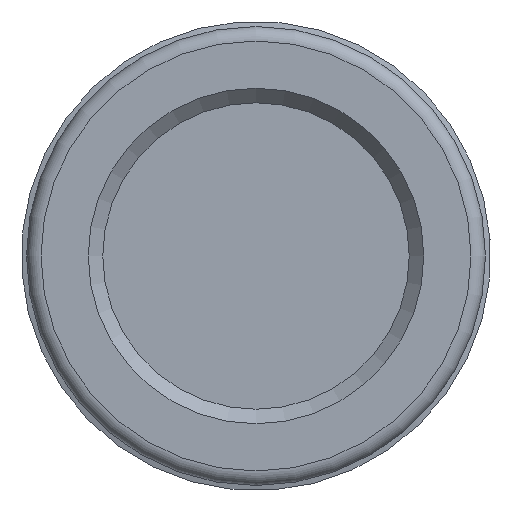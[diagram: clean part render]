
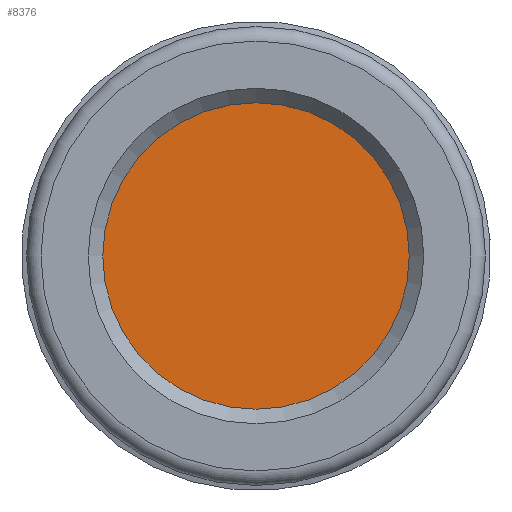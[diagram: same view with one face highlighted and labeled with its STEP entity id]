
A CAD part, left-side view. The second image highlights one B-rep face of the part: STEP entity #8376.
In plain terms, the highlighted planar face has unit normal (-1, 0, 0).
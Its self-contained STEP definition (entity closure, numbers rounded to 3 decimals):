
#988=PLANE('',#8823);
#1893=FACE_OUTER_BOUND('',#2377,.T.);
#2377=EDGE_LOOP('',(#7877,#7878));
#3362=CIRCLE('',#8514,5.275);
#3365=CIRCLE('',#8517,5.275);
#3796=VERTEX_POINT('',#17539);
#3797=VERTEX_POINT('',#17540);
#4616=EDGE_CURVE('',#3796,#3797,#3362,.T.);
#4620=EDGE_CURVE('',#3797,#3796,#3365,.T.);
#7877=ORIENTED_EDGE('',*,*,#4616,.F.);
#7878=ORIENTED_EDGE('',*,*,#4620,.F.);
#8376=ADVANCED_FACE('',(#1893),#988,.T.);
#8514=AXIS2_PLACEMENT_3D('',#17541,#9128,#9129);
#8517=AXIS2_PLACEMENT_3D('',#17547,#9135,#9136);
#8823=AXIS2_PLACEMENT_3D('',#63490,#10115,#10116);
#9128=DIRECTION('center_axis',(1.,0.,0.));
#9129=DIRECTION('ref_axis',(0.,1.,0.));
#9135=DIRECTION('center_axis',(1.,0.,0.));
#9136=DIRECTION('ref_axis',(0.,1.,0.));
#10115=DIRECTION('center_axis',(-1.,0.,0.));
#10116=DIRECTION('ref_axis',(0.,0.,1.));
#17539=CARTESIAN_POINT('',(10.,5.275,0.));
#17540=CARTESIAN_POINT('',(10.,-5.275,0.));
#17541=CARTESIAN_POINT('Origin',(10.,0.,0.));
#17547=CARTESIAN_POINT('Origin',(10.,0.,0.));
#63490=CARTESIAN_POINT('Origin',(10.,6.447,0.));
